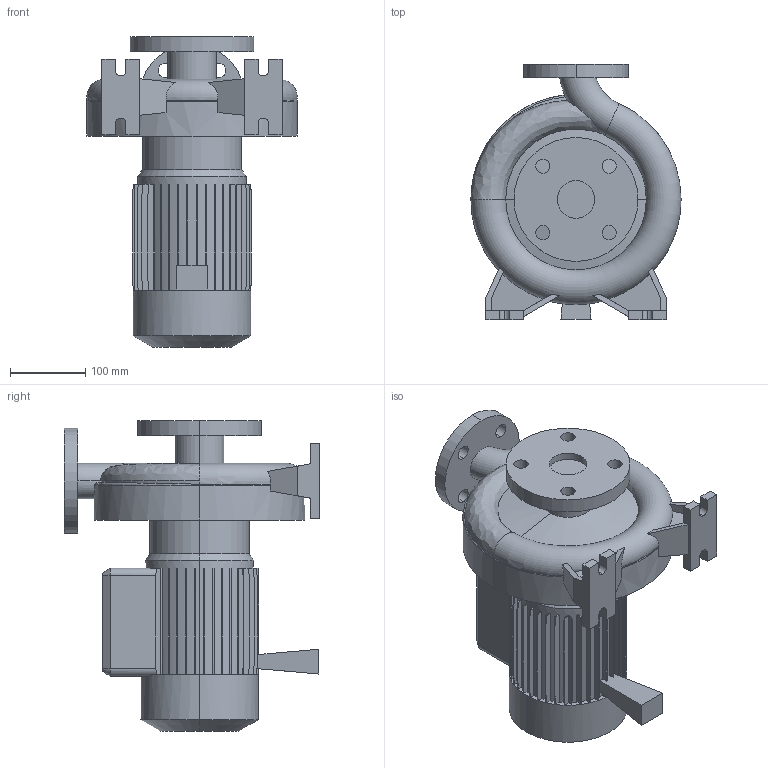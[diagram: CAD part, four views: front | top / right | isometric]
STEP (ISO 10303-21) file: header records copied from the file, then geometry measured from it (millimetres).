
FILE_DESCRIPTION (( 'STEP AP214' ), '1' );
FILE_NAME ('10010797swp02.step', '2023-01-20T15:16:19', ( '' ), ( '' ), 'SwSTEP 2.0', 'SolidWorks 2020', '' );
FILE_SCHEMA (( 'AUTOMOTIVE_DESIGN' ));
Length unit declared in the file: millimetre
Products named in the file (1): 10010797swp02
Bounding box: 280 x 340 x 413 mm (x, y, z)
Volume: 10720147 mm3; surface area: 568644.7 mm2
Topology: 1 solids, 1 shells, 355 faces, 1024 edges, 677 vertices
Faces by surface type: plane 285, cylinder 46, torus 11, cone 11, bspline 2
Entity records: 12622 total; most frequent: CARTESIAN_POINT 3186, ORIENTED_EDGE 2048, DIRECTION 1856, EDGE_CURVE 1024, VECTOR 782, LINE 782, VERTEX_POINT 677, AXIS2_PLACEMENT_3D 537
